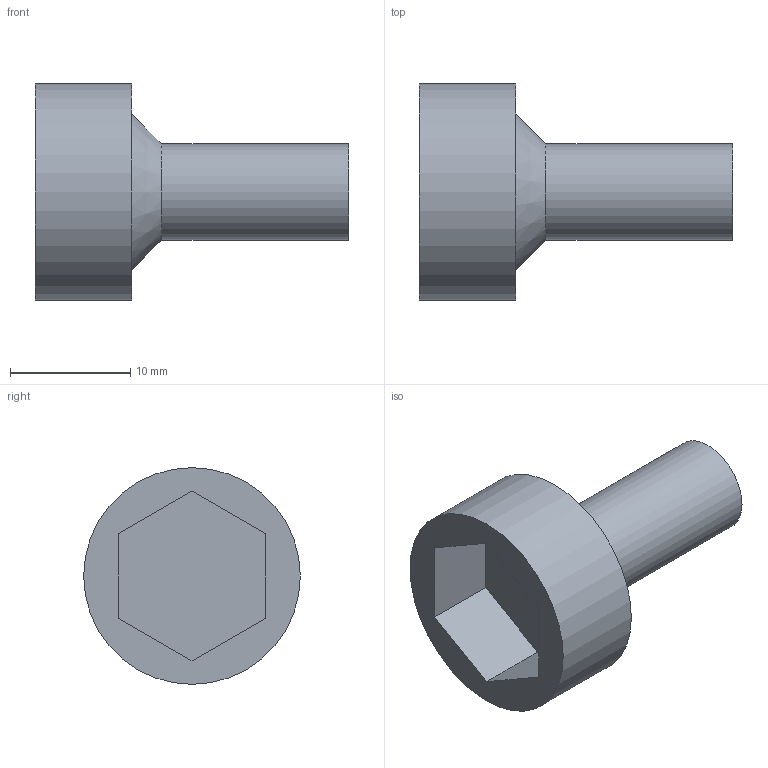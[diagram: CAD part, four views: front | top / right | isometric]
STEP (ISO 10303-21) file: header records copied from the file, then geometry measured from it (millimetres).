
FILE_DESCRIPTION(/* description */ (''),/* implementation_level */ '2;1');
FILE_NAME(/* name */ '5[8in-to-12mm Hex Encoder Adapter.step',/* time_stamp */ '2021-01-24T18:03:43-05:00',/* author */ (''),/* organization */ (''),/* preprocessor_version */ 'ST-DEVELOPER v18.1',/* originating_system */ 'Autodesk Translation Framework v9.7.1.1290',/* authorisation */ '');
FILE_SCHEMA (('AUTOMOTIVE_DESIGN { 1 0 10303 214 3 1 1 }'));
Length unit declared in the file: millimetre
Products named in the file (1): 5/8in-to-12mm Hex Encoder Adapter
Bounding box: 26 x 18 x 18 mm (x, y, z)
Volume: 2262 mm3; surface area: 1638.6 mm2
Topology: 1 solids, 1 shells, 13 faces, 26 edges, 17 vertices
Faces by surface type: plane 10, cylinder 2, cone 1
Full cylindrical faces by diameter (mm): 8 x1, 18 x1
Entity records: 377 total; most frequent: DIRECTION 59, CARTESIAN_POINT 57, ORIENTED_EDGE 52, EDGE_CURVE 26, LINE 21, VECTOR 21, AXIS2_PLACEMENT_3D 19, VERTEX_POINT 17
